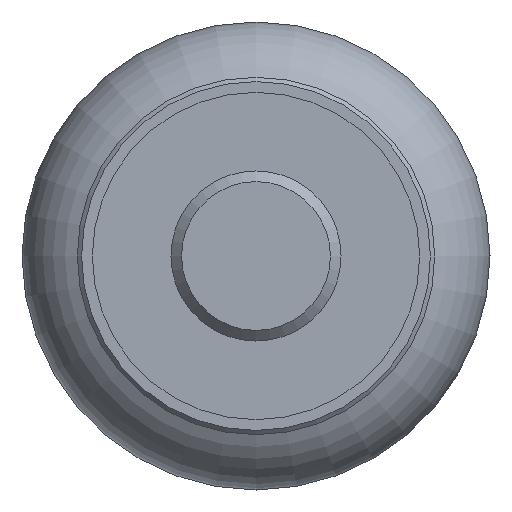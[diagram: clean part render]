
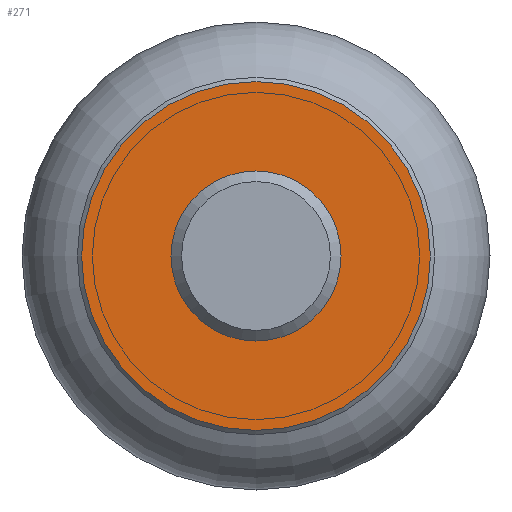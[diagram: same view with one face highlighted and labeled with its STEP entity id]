
A CAD part, left-side view. The second image highlights one B-rep face of the part: STEP entity #271.
In plain terms, the highlighted planar face has unit normal (-1, 0, 0).
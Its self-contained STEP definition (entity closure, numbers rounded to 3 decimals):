
#40=PLANE('',#307);
#80=FACE_OUTER_BOUND('',#110,.T.);
#110=EDGE_LOOP('',(#210));
#138=CIRCLE('',#295,8.2);
#158=VERTEX_POINT('',#455);
#178=EDGE_CURVE('',#158,#158,#138,.T.);
#210=ORIENTED_EDGE('',*,*,#178,.F.);
#271=ADVANCED_FACE('',(#80),#40,.T.);
#295=AXIS2_PLACEMENT_3D('',#456,#351,#352);
#307=AXIS2_PLACEMENT_3D('',#473,#375,#376);
#351=DIRECTION('center_axis',(1.,0.,0.));
#352=DIRECTION('ref_axis',(0.,1.,0.));
#375=DIRECTION('center_axis',(-1.,0.,0.));
#376=DIRECTION('ref_axis',(0.,0.,1.));
#455=CARTESIAN_POINT('',(0.,8.2,0.));
#456=CARTESIAN_POINT('Origin',(0.,0.,0.));
#473=CARTESIAN_POINT('Origin',(0.,4.1,0.));
